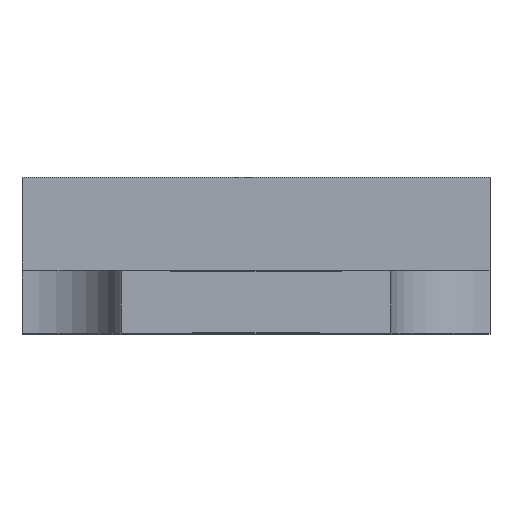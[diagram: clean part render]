
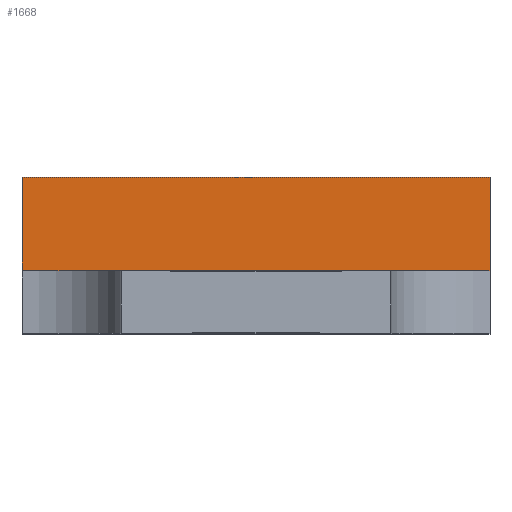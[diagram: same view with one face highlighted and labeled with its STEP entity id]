
A CAD part, top view. The second image highlights one B-rep face of the part: STEP entity #1668.
In plain terms, the highlighted planar face has unit normal (0, 0, 1).
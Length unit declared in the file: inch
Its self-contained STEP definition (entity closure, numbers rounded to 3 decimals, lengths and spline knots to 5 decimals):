
#37=DIRECTION('',(0.,-1.,0.));
#38=VECTOR('',#37,0.00472);
#39=CARTESIAN_POINT('',(-0.01181,0.00787,
0.01181));
#40=LINE('',#39,#38);
#234=DIRECTION('',(-1.,0.,0.));
#235=VECTOR('',#234,0.0085);
#236=CARTESIAN_POINT('',(0.01181,0.00311,
0.01181));
#237=LINE('',#236,#235);
#359=DIRECTION('',(1.,0.,0.));
#360=VECTOR('',#359,0.0026);
#361=CARTESIAN_POINT('',(0.00071,0.00315,
0.01181));
#362=LINE('',#361,#360);
#521=DIRECTION('',(0.,-1.,0.));
#522=VECTOR('',#521,0.00472);
#523=CARTESIAN_POINT('',(0.01181,0.00787,
0.01181));
#524=LINE('',#523,#522);
#557=DIRECTION('',(-1.,0.,0.));
#558=VECTOR('',#557,0.01252);
#559=CARTESIAN_POINT('',(0.00071,0.00311,
0.01181));
#560=LINE('',#559,#558);
#561=DIRECTION('',(1.,0.,0.));
#562=VECTOR('',#561,0.02362);
#563=CARTESIAN_POINT('',(-0.01181,0.00787,
0.01181));
#564=LINE('',#563,#562);
#565=DIRECTION('',(0.,-1.,0.));
#566=VECTOR('',#565,0.00004);
#567=CARTESIAN_POINT('',(0.01181,0.00315,
0.01181));
#568=LINE('',#567,#566);
#569=DIRECTION('',(0.,-1.,0.));
#570=VECTOR('',#569,0.00004);
#571=CARTESIAN_POINT('',(0.00071,0.00315,
0.01181));
#572=LINE('',#571,#570);
#573=DIRECTION('',(0.,-1.,0.));
#574=VECTOR('',#573,0.00004);
#575=CARTESIAN_POINT('',(-0.01181,0.00315,
0.01181));
#576=LINE('',#575,#574);
#769=DIRECTION('',(0.,-1.,0.));
#770=VECTOR('',#769,0.00004);
#771=CARTESIAN_POINT('',(0.00331,0.00315,
0.01181));
#772=LINE('',#771,#770);
#826=CARTESIAN_POINT('',(-0.01181,0.00787,
0.01181));
#828=VERTEX_POINT('',#826);
#830=CARTESIAN_POINT('',(0.01181,0.00787,
0.01181));
#832=VERTEX_POINT('',#830);
#906=CARTESIAN_POINT('',(0.00071,0.00311,
0.01181));
#908=VERTEX_POINT('',#906);
#909=CARTESIAN_POINT('',(-0.01181,0.00311,
0.01181));
#911=VERTEX_POINT('',#909);
#913=CARTESIAN_POINT('',(0.00331,0.00311,
0.01181));
#915=VERTEX_POINT('',#913);
#919=CARTESIAN_POINT('',(0.01181,0.00311,
0.01181));
#920=VERTEX_POINT('',#919);
#965=CARTESIAN_POINT('',(0.00071,0.00315,
0.01181));
#967=VERTEX_POINT('',#965);
#970=CARTESIAN_POINT('',(-0.01181,0.00315,
0.01181));
#972=VERTEX_POINT('',#970);
#973=CARTESIAN_POINT('',(0.00331,0.00315,
0.01181));
#975=VERTEX_POINT('',#973);
#979=CARTESIAN_POINT('',(0.01181,0.00315,
0.01181));
#980=VERTEX_POINT('',#979);
#1646=CARTESIAN_POINT('',(-0.01181,0.00787,
0.01181));
#1647=DIRECTION('',(0.,0.,1.));
#1648=DIRECTION('',(0.,-1.,0.));
#1649=AXIS2_PLACEMENT_3D('',#1646,#1647,#1648);
#1650=PLANE('',#1649);
#1651=ORIENTED_EDGE('',*,*,#1291,.T.);
#1653=ORIENTED_EDGE('',*,*,#1652,.F.);
#1654=ORIENTED_EDGE('',*,*,#1112,.F.);
#1656=ORIENTED_EDGE('',*,*,#1655,.T.);
#1657=ORIENTED_EDGE('',*,*,#1615,.T.);
#1659=ORIENTED_EDGE('',*,*,#1658,.T.);
#1660=ORIENTED_EDGE('',*,*,#1305,.T.);
#1662=ORIENTED_EDGE('',*,*,#1661,.F.);
#1663=ORIENTED_EDGE('',*,*,#1428,.F.);
#1665=ORIENTED_EDGE('',*,*,#1664,.T.);
#1666=EDGE_LOOP('',(#1651,#1653,#1654,#1656,#1657,#1659,#1660,#1662,#1663,
#1665));
#1667=FACE_OUTER_BOUND('',#1666,.F.);
#1668=ADVANCED_FACE('',(#1667),#1650,.T.);
#1112=EDGE_CURVE('',#828,#972,#40,.T.);
#1291=EDGE_CURVE('',#908,#911,#560,.T.);
#1305=EDGE_CURVE('',#920,#915,#237,.T.);
#1428=EDGE_CURVE('',#967,#975,#362,.T.);
#1615=EDGE_CURVE('',#832,#980,#524,.T.);
#1652=EDGE_CURVE('',#972,#911,#576,.T.);
#1655=EDGE_CURVE('',#828,#832,#564,.T.);
#1658=EDGE_CURVE('',#980,#920,#568,.T.);
#1661=EDGE_CURVE('',#975,#915,#772,.T.);
#1664=EDGE_CURVE('',#967,#908,#572,.T.);
